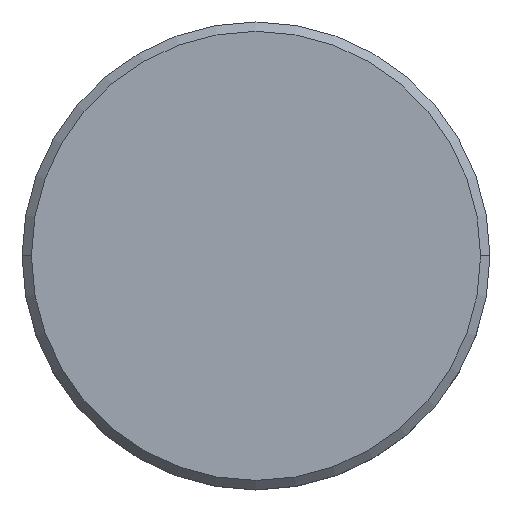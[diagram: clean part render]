
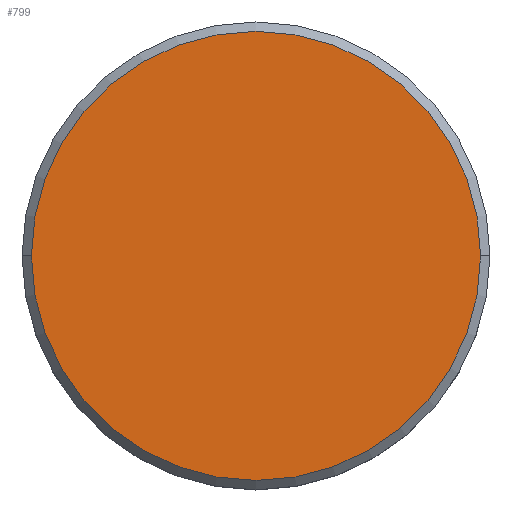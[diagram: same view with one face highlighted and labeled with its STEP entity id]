
A CAD part, top view. The second image highlights one B-rep face of the part: STEP entity #799.
In plain terms, the highlighted planar face has unit normal (0, 0, 1).
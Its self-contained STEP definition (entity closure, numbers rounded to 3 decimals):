
#4 = AXIS2_PLACEMENT_3D ( 'NONE', #324, #141, #336 ) ;
#79 = AXIS2_PLACEMENT_3D ( 'NONE', #1112, #115, #576 ) ;
#115 = DIRECTION ( 'NONE',  ( 0., 0., 1. ) ) ;
#119 = VERTEX_POINT ( 'NONE', #290 ) ;
#141 = DIRECTION ( 'NONE',  ( 0., 0., 1. ) ) ;
#146 = PLANE ( 'NONE',  #4 ) ;
#149 = AXIS2_PLACEMENT_3D ( 'NONE', #347, #1085, #1174 ) ;
#178 = EDGE_CURVE ( 'NONE', #119, #659, #510, .T. ) ;
#221 = CARTESIAN_POINT ( 'NONE',  ( 12., 0., 0. ) ) ;
#241 = EDGE_LOOP ( 'NONE', ( #522, #570 ) ) ;
#290 = CARTESIAN_POINT ( 'NONE',  ( -12., 0., 0. ) ) ;
#324 = CARTESIAN_POINT ( 'NONE',  ( 0., 0., 0. ) ) ;
#336 = DIRECTION ( 'NONE',  ( 1., 0., 0. ) ) ;
#347 = CARTESIAN_POINT ( 'NONE',  ( 0., 0., 0. ) ) ;
#509 = FACE_OUTER_BOUND ( 'NONE', #241, .T. ) ;
#510 = CIRCLE ( 'NONE', #79, 12. ) ;
#522 = ORIENTED_EDGE ( 'NONE', *, *, #178, .T. ) ;
#570 = ORIENTED_EDGE ( 'NONE', *, *, #888, .T. ) ;
#576 = DIRECTION ( 'NONE',  ( 1., 0., 0. ) ) ;
#659 = VERTEX_POINT ( 'NONE', #221 ) ;
#664 = CIRCLE ( 'NONE', #149, 12. ) ;
#799 = ADVANCED_FACE ( 'NONE', ( #509 ), #146, .T. ) ;
#888 = EDGE_CURVE ( 'NONE', #659, #119, #664, .T. ) ;
#1085 = DIRECTION ( 'NONE',  ( 0., 0., 1. ) ) ;
#1112 = CARTESIAN_POINT ( 'NONE',  ( 0., 0., 0. ) ) ;
#1174 = DIRECTION ( 'NONE',  ( 1., 0., 0. ) ) ;
